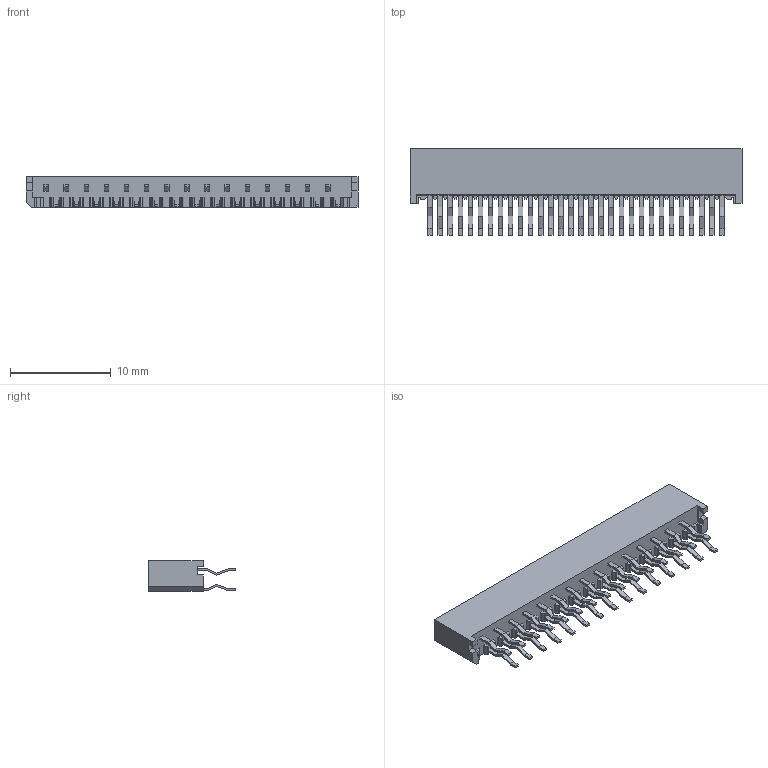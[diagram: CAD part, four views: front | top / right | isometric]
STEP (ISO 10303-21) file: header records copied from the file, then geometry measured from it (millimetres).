
FILE_DESCRIPTION((''),'2;1');
FILE_NAME('528063010','2016-06-21T',('gsharma'),(''),'PRO/ENGINEER BY PARAMETRIC TECHNOLOGY CORPORATION, 2012310','PRO/ENGINEER BY PARAMETRIC TECHNOLOGY CORPORATION, 2012310','');
FILE_SCHEMA(('CONFIG_CONTROL_DESIGN'));
Length unit declared in the file: millimetre
Products named in the file (1): 528063010
Bounding box: 33 x 8.6 x 3 mm (x, y, z)
Volume: 365.9 mm3; surface area: 1500.4 mm2
Topology: 1 solids, 1 shells, 1029 faces, 2956 edges, 1990 vertices
Faces by surface type: plane 908, cylinder 121
Entity records: 33243 total; most frequent: CARTESIAN_POINT 5927, ORIENTED_EDGE 5792, DIRECTION 5318, EDGE_CURVE 2896, VECTOR 2652, LINE 2652, VERTEX_POINT 1930, AXIS2_PLACEMENT_3D 1333
